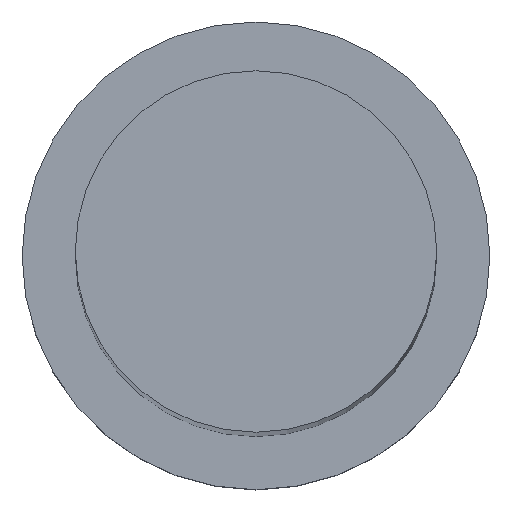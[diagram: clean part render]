
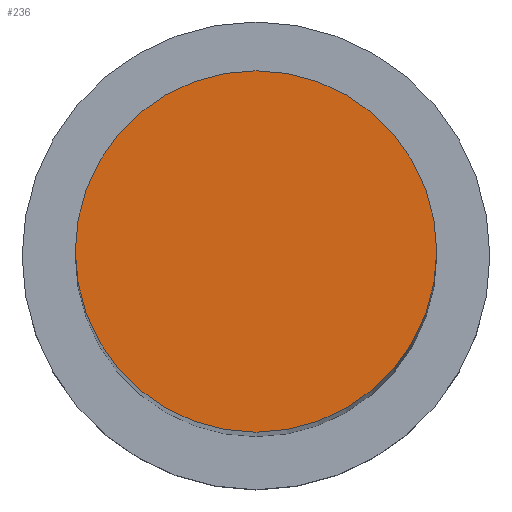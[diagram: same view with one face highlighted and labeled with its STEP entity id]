
A CAD part, top view. The second image highlights one B-rep face of the part: STEP entity #236.
In plain terms, the highlighted planar face has unit normal (0, 0, 1).
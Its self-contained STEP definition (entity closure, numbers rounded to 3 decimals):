
#3 = CIRCLE ( 'NONE', #32, 8.5 ) ;
#5 = ORIENTED_EDGE ( 'NONE', *, *, #108, .T. ) ;
#32 = AXIS2_PLACEMENT_3D ( 'NONE', #102, #62, #125 ) ;
#42 = VERTEX_POINT ( 'NONE', #120 ) ;
#45 = CIRCLE ( 'NONE', #181, 8.5 ) ;
#58 = ORIENTED_EDGE ( 'NONE', *, *, #158, .T. ) ;
#62 = DIRECTION ( 'NONE',  ( 0., 0., 1. ) ) ;
#73 = VERTEX_POINT ( 'NONE', #210 ) ;
#76 = EDGE_LOOP ( 'NONE', ( #58, #5 ) ) ;
#92 = CARTESIAN_POINT ( 'NONE',  ( 0., 0., 125. ) ) ;
#102 = CARTESIAN_POINT ( 'NONE',  ( 0., 0., 125. ) ) ;
#108 = EDGE_CURVE ( 'NONE', #42, #73, #45, .T. ) ;
#120 = CARTESIAN_POINT ( 'NONE',  ( 8.5, 0., 125. ) ) ;
#125 = DIRECTION ( 'NONE',  ( 1., 0., 0. ) ) ;
#130 = PLANE ( 'NONE',  #194 ) ;
#131 = CARTESIAN_POINT ( 'NONE',  ( 0., 0., 125. ) ) ;
#158 = EDGE_CURVE ( 'NONE', #73, #42, #3, .T. ) ;
#170 = DIRECTION ( 'NONE',  ( 1., 0., 0. ) ) ;
#171 = DIRECTION ( 'NONE',  ( 1., 0., 0. ) ) ;
#181 = AXIS2_PLACEMENT_3D ( 'NONE', #92, #216, #171 ) ;
#184 = FACE_OUTER_BOUND ( 'NONE', #76, .T. ) ;
#194 = AXIS2_PLACEMENT_3D ( 'NONE', #131, #203, #170 ) ;
#203 = DIRECTION ( 'NONE',  ( 0., 0., 1. ) ) ;
#210 = CARTESIAN_POINT ( 'NONE',  ( -8.5, 0., 125. ) ) ;
#216 = DIRECTION ( 'NONE',  ( 0., 0., 1. ) ) ;
#236 = ADVANCED_FACE ( 'NONE', ( #184 ), #130, .T. ) ;
